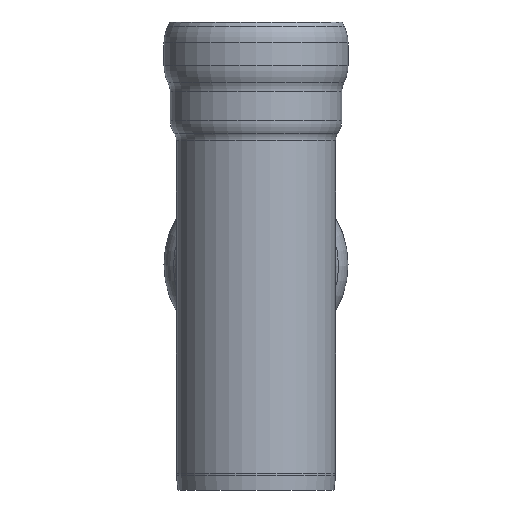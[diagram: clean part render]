
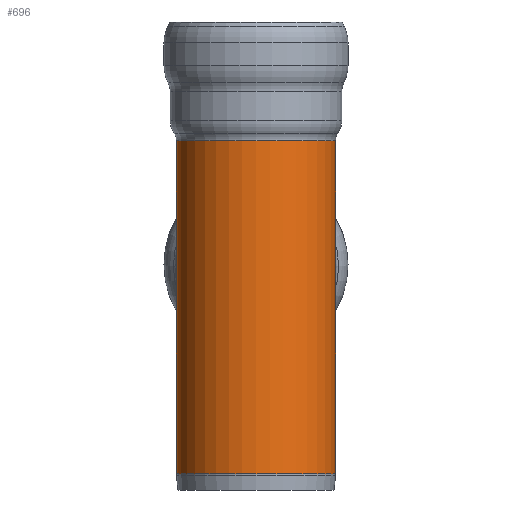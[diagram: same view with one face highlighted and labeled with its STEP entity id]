
A CAD part, left-side view. The second image highlights one B-rep face of the part: STEP entity #696.
In plain terms, the highlighted cylindrical face has radius 510 mm (diameter 1020 mm), a full revolution.
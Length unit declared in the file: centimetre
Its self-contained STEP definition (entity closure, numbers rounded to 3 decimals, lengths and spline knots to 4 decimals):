
#26=ELLIPSE('',#750,74.0897,51.);
#27=ELLIPSE('',#751,70.3085,51.);
#34=CYLINDRICAL_SURFACE('',#748,51.);
#45=LINE('',#1183,#70);
#46=LINE('',#1187,#71);
#70=VECTOR('',#896,51.);
#71=VECTOR('',#901,51.);
#105=FACE_OUTER_BOUND('',#147,.T.);
#147=EDGE_LOOP('',(#460,#461,#462,#463,#464,#465,#466,#467,#468,#469));
#187=CIRCLE('',#741,51.);
#188=CIRCLE('',#742,51.);
#193=CIRCLE('',#749,51.);
#194=CIRCLE('',#752,51.);
#267=VERTEX_POINT('',#1165);
#268=VERTEX_POINT('',#1166);
#272=VERTEX_POINT('',#1179);
#273=VERTEX_POINT('',#1180);
#274=VERTEX_POINT('',#1182);
#275=VERTEX_POINT('',#1184);
#336=EDGE_CURVE('',#267,#268,#187,.T.);
#337=EDGE_CURVE('',#268,#267,#188,.T.);
#343=EDGE_CURVE('',#272,#273,#193,.T.);
#344=EDGE_CURVE('',#272,#274,#45,.T.);
#345=EDGE_CURVE('',#274,#275,#26,.T.);
#346=EDGE_CURVE('',#275,#274,#27,.T.);
#347=EDGE_CURVE('',#274,#268,#46,.T.);
#348=EDGE_CURVE('',#273,#272,#194,.T.);
#460=ORIENTED_EDGE('',*,*,#343,.F.);
#461=ORIENTED_EDGE('',*,*,#344,.T.);
#462=ORIENTED_EDGE('',*,*,#345,.T.);
#463=ORIENTED_EDGE('',*,*,#346,.T.);
#464=ORIENTED_EDGE('',*,*,#347,.T.);
#465=ORIENTED_EDGE('',*,*,#336,.F.);
#466=ORIENTED_EDGE('',*,*,#337,.F.);
#467=ORIENTED_EDGE('',*,*,#347,.F.);
#468=ORIENTED_EDGE('',*,*,#344,.F.);
#469=ORIENTED_EDGE('',*,*,#348,.F.);
#696=ADVANCED_FACE('',(#105),#34,.T.);
#741=AXIS2_PLACEMENT_3D('',#1167,#877,#878);
#742=AXIS2_PLACEMENT_3D('',#1168,#879,#880);
#748=AXIS2_PLACEMENT_3D('',#1178,#892,#893);
#749=AXIS2_PLACEMENT_3D('',#1181,#894,#895);
#750=AXIS2_PLACEMENT_3D('',#1185,#897,#898);
#751=AXIS2_PLACEMENT_3D('',#1186,#899,#900);
#752=AXIS2_PLACEMENT_3D('',#1188,#902,#903);
#877=DIRECTION('center_axis',(0.,0.,
-1.));
#878=DIRECTION('ref_axis',(0.,-1.,0.));
#879=DIRECTION('center_axis',(0.,0.,
-1.));
#880=DIRECTION('ref_axis',(0.,-1.,0.));
#892=DIRECTION('center_axis',(0.,0.,
1.));
#893=DIRECTION('ref_axis',(0.,1.,0.));
#894=DIRECTION('center_axis',(0.,0.,
1.));
#895=DIRECTION('ref_axis',(0.,1.,0.));
#896=DIRECTION('',(0.,0.,-1.));
#897=DIRECTION('center_axis',(-0.725,0.,0.688));
#898=DIRECTION('ref_axis',(-0.688,0.,-0.725));
#899=DIRECTION('center_axis',(-0.688,0.,-0.725));
#900=DIRECTION('ref_axis',(-0.725,0.,0.688));
#901=DIRECTION('',(0.,0.,-1.));
#902=DIRECTION('center_axis',(0.,0.,
1.));
#903=DIRECTION('ref_axis',(0.,1.,0.));
#1165=CARTESIAN_POINT('',(-51.,0.,10.5239));
#1166=CARTESIAN_POINT('',(0.,-51.,10.5239));
#1167=CARTESIAN_POINT('Origin',(0.,0.,10.5239));
#1168=CARTESIAN_POINT('Origin',(0.,0.,10.5239));
#1178=CARTESIAN_POINT('Origin',(0.,0.,12.5));
#1179=CARTESIAN_POINT('',(0.,-51.,223.966));
#1180=CARTESIAN_POINT('',(-51.,0.,223.966));
#1181=CARTESIAN_POINT('Origin',(0.,0.,223.966));
#1182=CARTESIAN_POINT('',(0.,-51.,140.));
#1183=CARTESIAN_POINT('',(0.,-51.,12.5));
#1184=CARTESIAN_POINT('',(0.,51.,140.));
#1185=CARTESIAN_POINT('Origin',(0.,0.,140.));
#1186=CARTESIAN_POINT('Origin',(0.,0.,140.));
#1187=CARTESIAN_POINT('',(0.,-51.,12.5));
#1188=CARTESIAN_POINT('Origin',(0.,0.,223.966));
